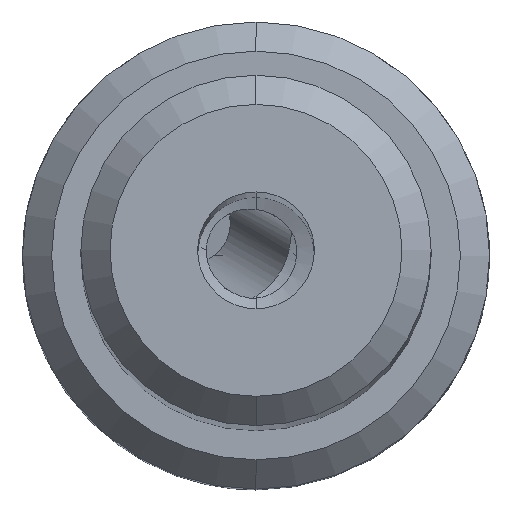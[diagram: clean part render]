
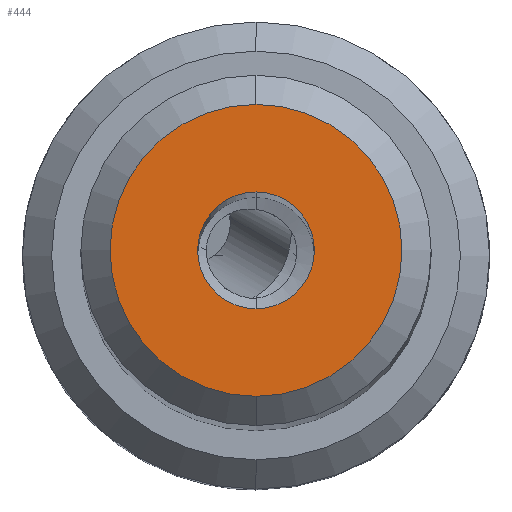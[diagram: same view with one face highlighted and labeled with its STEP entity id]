
A CAD part, top view. The second image highlights one B-rep face of the part: STEP entity #444.
In plain terms, the highlighted planar face has unit normal (0, 0, 1).
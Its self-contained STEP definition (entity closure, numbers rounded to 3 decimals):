
#444=ADVANCED_FACE('NONE',(#1246,#1247),#1248,.T.);
#460=VERTEX_POINT('NONE',#1266);
#490=VERTEX_POINT('NONE',#1301);
#618=EDGE_CURVE('NONE',#490,#1156,#1443,.T.);
#782=EDGE_CURVE('NONE',#1156,#490,#1621,.T.);
#866=EDGE_CURVE('NONE',#460,#882,#1712,.T.);
#882=VERTEX_POINT('NONE',#1729);
#924=EDGE_CURVE('NONE',#882,#460,#1774,.T.);
#1156=VERTEX_POINT('NONE',#2033);
#1246=FACE_OUTER_BOUND('',#2134,.T.);
#1247=FACE_BOUND('',#2135,.T.);
#1248=PLANE('',#2136);
#1266=CARTESIAN_POINT('',(0.0,-5.0,121.0));
#1301=CARTESIAN_POINT('',(0.0,2.0,121.0));
#1443=CIRCLE('',#2456,2.0);
#1621=CIRCLE('',#2779,2.0);
#1712=CIRCLE('',#2936,5.0);
#1729=CARTESIAN_POINT('',(0.,5.0,121.0));
#1774=CIRCLE('',#3066,5.0);
#2033=CARTESIAN_POINT('',(0.,-2.0,121.0));
#2134=EDGE_LOOP('',(#3628,#3629));
#2135=EDGE_LOOP('',(#3630,#3631));
#2136=AXIS2_PLACEMENT_3D('',#3632,#3633,#3634);
#2456=AXIS2_PLACEMENT_3D('',#3886,#3887,#3888);
#2779=AXIS2_PLACEMENT_3D('',#4064,#4065,#4066);
#2936=AXIS2_PLACEMENT_3D('',#4143,#4144,#4145);
#3066=AXIS2_PLACEMENT_3D('',#4196,#4197,#4198);
#3628=ORIENTED_EDGE('',*,*,#866,.T.);
#3629=ORIENTED_EDGE('',*,*,#924,.T.);
#3630=ORIENTED_EDGE('',*,*,#618,.T.);
#3631=ORIENTED_EDGE('',*,*,#782,.T.);
#3632=CARTESIAN_POINT('',(0.,0.0,121.0));
#3633=DIRECTION('',(0.0,-0.0,1.0));
#3634=DIRECTION('',(0.0,1.0,0.0));
#3886=CARTESIAN_POINT('',(0.0,0.0,121.0));
#3887=DIRECTION('',(0.0,0.0,-1.0));
#3888=DIRECTION('',(0.0,1.0,0.0));
#4064=CARTESIAN_POINT('',(0.0,0.0,121.0));
#4065=DIRECTION('',(0.0,0.0,-1.0));
#4066=DIRECTION('',(0.0,1.0,0.0));
#4143=CARTESIAN_POINT('',(0.0,0.0,121.0));
#4144=DIRECTION('',(0.0,-0.0,1.0));
#4145=DIRECTION('',(0.0,1.0,0.0));
#4196=CARTESIAN_POINT('',(0.0,0.0,121.0));
#4197=DIRECTION('',(0.0,-0.0,1.0));
#4198=DIRECTION('',(0.0,1.0,0.0));
